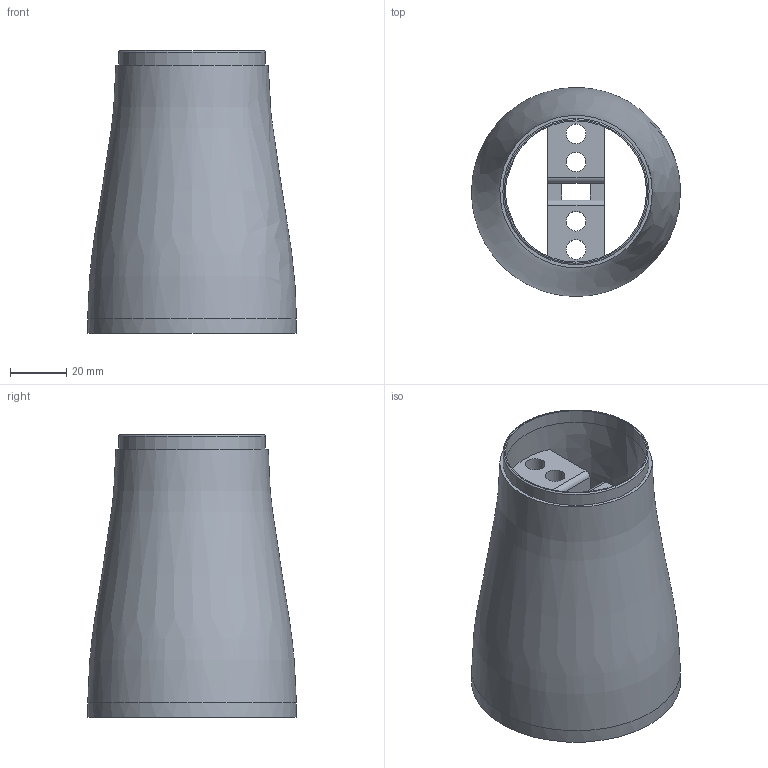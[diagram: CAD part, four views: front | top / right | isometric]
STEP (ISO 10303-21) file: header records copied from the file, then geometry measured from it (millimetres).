
FILE_DESCRIPTION(/* description */ ('STEP AP242','CAx-IF Rec.Pracs.---Representation and Presentation of Product Manufacturing Information (PMI)---4.0---2014-10-13','CAx-IF Rec.Pracs.---3D Tessellated Geometry---0.4---2014-09-14','2;1'),/* implementation_level */ '2;1');
FILE_NAME(/* name */ '684ec64818506324b53d4b53',/* time_stamp */ '2025-06-15T13:10:33Z',/* author */ (''),/* organization */ (''),/* preprocessor_version */ 'ST-DEVELOPER v20',/* originating_system */ 'ONSHAPE BY PTC INC, 1.199',/* authorisation */ ' ');
FILE_SCHEMA (('AP242_MANAGED_MODEL_BASED_3D_ENGINEERING_MIM_LF { 1 0 10303 442 1 1 4 }'));
Length unit declared in the file: metre
Products named in the file (1): Part 1
Bounding box: 74 x 74 x 100 mm (x, y, z)
Volume: 71414.1 mm3; surface area: 49332.9 mm2
Topology: 1 solids, 1 shells, 47 faces, 138 edges, 89 vertices
Faces by surface type: plane 26, cylinder 14, torus 5, bspline 2
Full cylindrical faces by diameter (mm): 7 x4, 50 x1, 51.85 x1, 72 x1, 74 x1
Entity records: 1759 total; most frequent: CARTESIAN_POINT 583, ORIENTED_EDGE 238, DIRECTION 218, EDGE_CURVE 119, VERTEX_POINT 85, AXIS2_PLACEMENT_3D 85, EDGE_LOOP 72, FACE_BOUND 72
